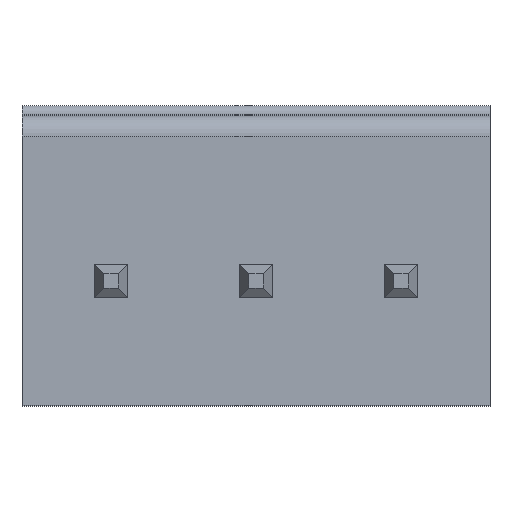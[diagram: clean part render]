
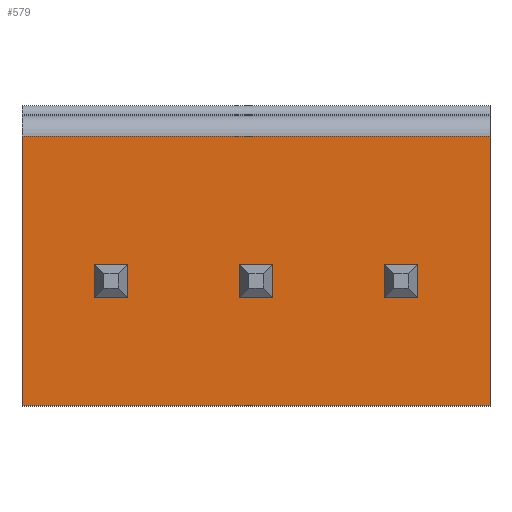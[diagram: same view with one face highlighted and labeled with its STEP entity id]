
A CAD part, top view. The second image highlights one B-rep face of the part: STEP entity #579.
In plain terms, the highlighted planar face has unit normal (0, 0, 1).
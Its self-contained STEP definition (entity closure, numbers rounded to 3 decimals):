
#173=FACE_BOUND('',#1880,.T.);
#174=FACE_BOUND('',#1881,.T.);
#175=FACE_BOUND('',#1882,.T.);
#176=FACE_BOUND('',#1883,.T.);
#579=ADVANCED_FACE('',(#173,#174,#175,#176),#1011,.T.);
#1011=PLANE('',#9236);
#1880=EDGE_LOOP('',(#3868,#3869,#3870,#3871));
#1881=EDGE_LOOP('',(#3872,#3873,#3874,#3875));
#1882=EDGE_LOOP('',(#3876,#3877,#3878,#3879));
#1883=EDGE_LOOP('',(#3880,#3881,#3882,#3883));
#3868=ORIENTED_EDGE('',*,*,#6330,.F.);
#3869=ORIENTED_EDGE('',*,*,#6331,.F.);
#3870=ORIENTED_EDGE('',*,*,#6332,.F.);
#3871=ORIENTED_EDGE('',*,*,#6333,.T.);
#3872=ORIENTED_EDGE('',*,*,#6334,.T.);
#3873=ORIENTED_EDGE('',*,*,#6335,.T.);
#3874=ORIENTED_EDGE('',*,*,#6322,.T.);
#3875=ORIENTED_EDGE('',*,*,#6336,.T.);
#3876=ORIENTED_EDGE('',*,*,#6313,.F.);
#3877=ORIENTED_EDGE('',*,*,#6311,.F.);
#3878=ORIENTED_EDGE('',*,*,#6309,.F.);
#3879=ORIENTED_EDGE('',*,*,#6306,.T.);
#3880=ORIENTED_EDGE('',*,*,#6305,.F.);
#3881=ORIENTED_EDGE('',*,*,#6303,.F.);
#3882=ORIENTED_EDGE('',*,*,#6301,.F.);
#3883=ORIENTED_EDGE('',*,*,#6298,.T.);
#5124=VERTEX_POINT('',#13633);
#5125=VERTEX_POINT('',#13634);
#5126=VERTEX_POINT('',#13639);
#5127=VERTEX_POINT('',#13643);
#5128=VERTEX_POINT('',#13649);
#5129=VERTEX_POINT('',#13650);
#5130=VERTEX_POINT('',#13655);
#5131=VERTEX_POINT('',#13659);
#5140=VERTEX_POINT('',#13680);
#5141=VERTEX_POINT('',#13682);
#5148=VERTEX_POINT('',#13699);
#5149=VERTEX_POINT('',#13700);
#5150=VERTEX_POINT('',#13702);
#5151=VERTEX_POINT('',#13704);
#5152=VERTEX_POINT('',#13707);
#5153=VERTEX_POINT('',#13708);
#6298=EDGE_CURVE('',#5124,#5125,#7505,.T.);
#6301=EDGE_CURVE('',#5124,#5126,#7508,.T.);
#6303=EDGE_CURVE('',#5126,#5127,#7510,.T.);
#6305=EDGE_CURVE('',#5127,#5125,#7512,.T.);
#6306=EDGE_CURVE('',#5128,#5129,#7513,.T.);
#6309=EDGE_CURVE('',#5128,#5130,#7516,.T.);
#6311=EDGE_CURVE('',#5130,#5131,#7518,.T.);
#6313=EDGE_CURVE('',#5131,#5129,#7520,.T.);
#6322=EDGE_CURVE('',#5141,#5140,#7528,.T.);
#6330=EDGE_CURVE('',#5148,#5149,#7533,.T.);
#6331=EDGE_CURVE('',#5150,#5148,#7534,.T.);
#6332=EDGE_CURVE('',#5151,#5150,#7535,.T.);
#6333=EDGE_CURVE('',#5151,#5149,#7536,.T.);
#6334=EDGE_CURVE('',#5152,#5153,#7537,.T.);
#6335=EDGE_CURVE('',#5153,#5141,#7538,.T.);
#6336=EDGE_CURVE('',#5140,#5152,#7539,.T.);
#7505=LINE('',#13632,#8694);
#7508=LINE('',#13638,#8697);
#7510=LINE('',#13642,#8699);
#7512=LINE('',#13646,#8701);
#7513=LINE('',#13648,#8702);
#7516=LINE('',#13654,#8705);
#7518=LINE('',#13658,#8707);
#7520=LINE('',#13662,#8709);
#7528=LINE('',#13681,#8717);
#7533=LINE('',#13698,#8722);
#7534=LINE('',#13701,#8723);
#7535=LINE('',#13703,#8724);
#7536=LINE('',#13705,#8725);
#7537=LINE('',#13706,#8726);
#7538=LINE('',#13709,#8727);
#7539=LINE('',#13710,#8728);
#8694=VECTOR('',#11153,1.);
#8697=VECTOR('',#11158,1.);
#8699=VECTOR('',#11162,1.);
#8701=VECTOR('',#11166,1.);
#8702=VECTOR('',#11169,1.);
#8705=VECTOR('',#11174,1.);
#8707=VECTOR('',#11178,1.);
#8709=VECTOR('',#11182,1.);
#8717=VECTOR('',#11194,1.);
#8722=VECTOR('',#11209,1.);
#8723=VECTOR('',#11210,1.);
#8724=VECTOR('',#11211,1.);
#8725=VECTOR('',#11212,1.);
#8726=VECTOR('',#11213,1.);
#8727=VECTOR('',#11214,1.);
#8728=VECTOR('',#11215,1.);
#9236=AXIS2_PLACEMENT_3D('',#13711,#11216,#11217);
#11153=DIRECTION('',(-1.,0.,0.));
#11158=DIRECTION('',(0.,1.,0.));
#11162=DIRECTION('',(-1.,0.,0.));
#11166=DIRECTION('',(0.,-1.,0.));
#11169=DIRECTION('',(-1.,0.,0.));
#11174=DIRECTION('',(0.,1.,0.));
#11178=DIRECTION('',(-1.,0.,0.));
#11182=DIRECTION('',(0.,-1.,0.));
#11194=DIRECTION('',(0.,-1.,0.));
#11209=DIRECTION('',(0.,-1.,0.));
#11210=DIRECTION('',(-1.,0.,0.));
#11211=DIRECTION('',(0.,1.,0.));
#11212=DIRECTION('',(-1.,0.,0.));
#11213=DIRECTION('',(0.,1.,0.));
#11214=DIRECTION('',(-1.,0.,0.));
#11215=DIRECTION('',(1.,0.,0.));
#11216=DIRECTION('',(0.,0.,1.));
#11217=DIRECTION('',(1.,0.,0.));
#13632=CARTESIAN_POINT('',(32.82,2.65,162.));
#13633=CARTESIAN_POINT('',(19.22,2.65,162.));
#13634=CARTESIAN_POINT('',(18.42,2.65,162.));
#13638=CARTESIAN_POINT('',(19.22,3.55,162.));
#13639=CARTESIAN_POINT('',(19.22,3.45,162.));
#13642=CARTESIAN_POINT('',(32.82,3.45,162.));
#13643=CARTESIAN_POINT('',(18.42,3.45,162.));
#13646=CARTESIAN_POINT('',(18.42,3.55,162.));
#13648=CARTESIAN_POINT('',(32.82,2.65,162.));
#13649=CARTESIAN_POINT('',(15.72,2.65,162.));
#13650=CARTESIAN_POINT('',(14.92,2.65,162.));
#13654=CARTESIAN_POINT('',(15.72,3.55,162.));
#13655=CARTESIAN_POINT('',(15.72,3.45,162.));
#13658=CARTESIAN_POINT('',(32.82,3.45,162.));
#13659=CARTESIAN_POINT('',(14.92,3.45,162.));
#13662=CARTESIAN_POINT('',(14.92,3.55,162.));
#13680=CARTESIAN_POINT('',(13.17,0.05,162.));
#13681=CARTESIAN_POINT('',(13.17,6.55,162.));
#13682=CARTESIAN_POINT('',(13.17,6.55,162.));
#13698=CARTESIAN_POINT('',(21.92,3.55,162.));
#13699=CARTESIAN_POINT('',(21.92,3.45,162.));
#13700=CARTESIAN_POINT('',(21.92,2.65,162.));
#13701=CARTESIAN_POINT('',(1.32,3.45,162.));
#13702=CARTESIAN_POINT('',(22.72,3.45,162.));
#13703=CARTESIAN_POINT('',(22.72,3.55,162.));
#13704=CARTESIAN_POINT('',(22.72,2.65,162.));
#13705=CARTESIAN_POINT('',(1.32,2.65,162.));
#13706=CARTESIAN_POINT('',(24.47,0.05,162.));
#13707=CARTESIAN_POINT('',(24.47,0.05,162.));
#13708=CARTESIAN_POINT('',(24.47,6.55,162.));
#13709=CARTESIAN_POINT('',(55.97,6.55,162.));
#13710=CARTESIAN_POINT('',(55.97,0.05,162.));
#13711=CARTESIAN_POINT('',(32.82,3.55,162.));
